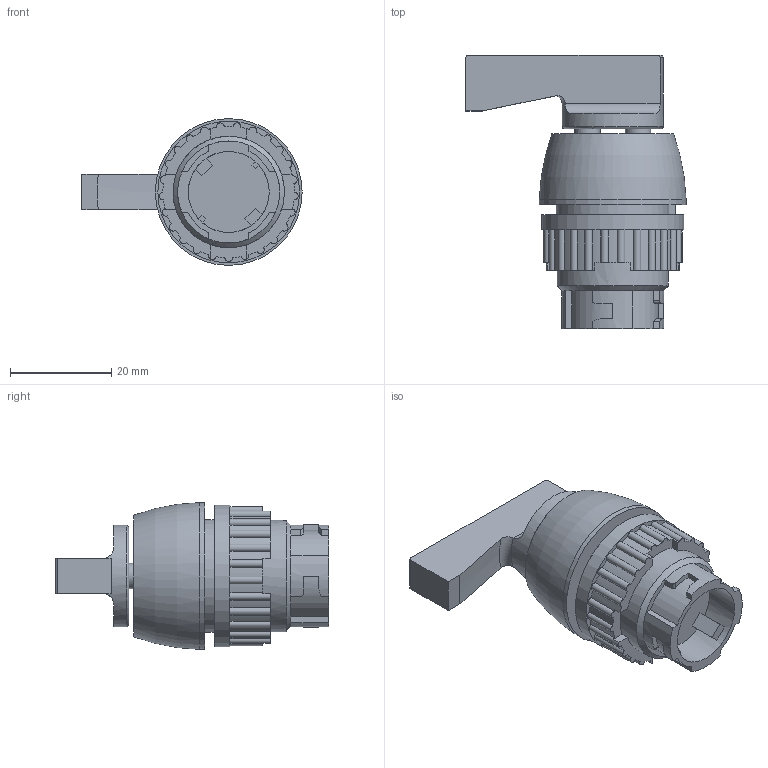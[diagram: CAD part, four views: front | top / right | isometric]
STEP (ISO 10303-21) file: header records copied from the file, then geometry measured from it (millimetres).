
FILE_DESCRIPTION(/* description */ ('STEP AP214'),/* implementation_level */ '2;1');
FILE_NAME(/* name */ '9301_N-22-SW',/* time_stamp */ '2024-09-10T12:03:25+02:00',/* author */ ('License CC BY-ND 4.0'),/* organization */ ('CADENAS'),/* preprocessor_version */ 'ST-DEVELOPER v19.3',/* originating_system */ 'PARTsolutions',/* authorisation */ ' ');
FILE_SCHEMA (('AUTOMOTIVE_DESIGN {1 0 10303 214 3 1 1}'));
Length unit declared in the file: millimetre
Products named in the file (1): 9301 N-22-SW
Bounding box: 43.5 x 54 x 29 mm (x, y, z)
Volume: 21370.6 mm3; surface area: 7255.4 mm2
Topology: 1 solids, 1 shells, 167 faces, 466 edges, 306 vertices
Faces by surface type: plane 87, cylinder 73, torus 4, cone 3
Full cylindrical faces by diameter (mm): 5 x2, 16 x1, 20 x1, 22 x1, 22.3 x1, 28 x1, 29 x1
Entity records: 6517 total; most frequent: CARTESIAN_POINT 972, DIRECTION 959, ORIENTED_EDGE 892, EDGE_CURVE 446, AXIS2_PLACEMENT_3D 363, VERTEX_POINT 298, LINE 233, VECTOR 233
